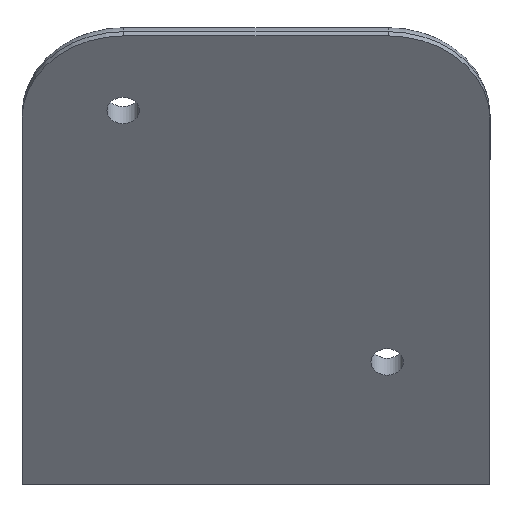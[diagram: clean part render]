
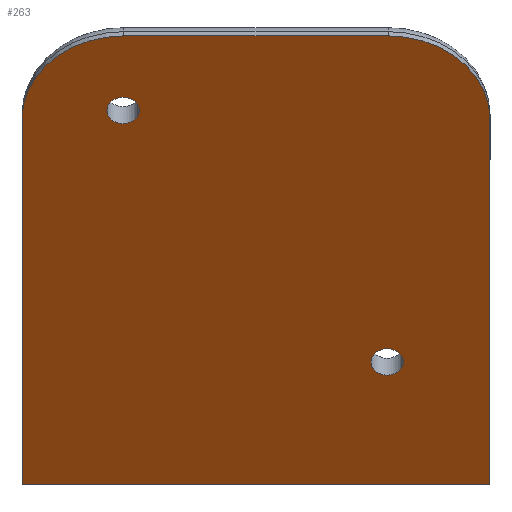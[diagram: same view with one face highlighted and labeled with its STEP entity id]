
A CAD part, isometric view. The second image highlights one B-rep face of the part: STEP entity #263.
In plain terms, the highlighted planar face has unit normal (-0.707, -0.707, 0).
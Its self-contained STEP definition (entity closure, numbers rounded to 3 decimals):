
#17=FACE_BOUND('',#59,.T.);
#18=FACE_BOUND('',#60,.T.);
#24=PLANE('',#308);
#41=FACE_OUTER_BOUND('',#58,.T.);
#58=EDGE_LOOP('',(#234,#235,#236,#237,#238,#239));
#59=EDGE_LOOP('',(#240));
#60=EDGE_LOOP('',(#241));
#73=LINE('',#449,#92);
#76=LINE('',#457,#95);
#78=LINE('',#461,#97);
#79=LINE('',#463,#98);
#92=VECTOR('',#373,10.);
#95=VECTOR('',#382,10.);
#97=VECTOR('',#386,10.);
#98=VECTOR('',#389,10.);
#111=CIRCLE('',#297,1.1);
#112=CIRCLE('',#299,1.1);
#113=CIRCLE('',#301,6.94);
#114=CIRCLE('',#304,6.94);
#129=VERTEX_POINT('',#433);
#130=VERTEX_POINT('',#437);
#131=VERTEX_POINT('',#441);
#132=VERTEX_POINT('',#443);
#133=VERTEX_POINT('',#447);
#134=VERTEX_POINT('',#451);
#135=VERTEX_POINT('',#455);
#136=VERTEX_POINT('',#459);
#157=EDGE_CURVE('',#129,#129,#111,.T.);
#159=EDGE_CURVE('',#130,#130,#112,.T.);
#161=EDGE_CURVE('',#132,#131,#113,.T.);
#164=EDGE_CURVE('',#131,#133,#73,.T.);
#166=EDGE_CURVE('',#133,#134,#114,.T.);
#168=EDGE_CURVE('',#134,#135,#76,.T.);
#170=EDGE_CURVE('',#135,#136,#78,.T.);
#171=EDGE_CURVE('',#136,#132,#79,.T.);
#234=ORIENTED_EDGE('',*,*,#171,.T.);
#235=ORIENTED_EDGE('',*,*,#161,.T.);
#236=ORIENTED_EDGE('',*,*,#164,.T.);
#237=ORIENTED_EDGE('',*,*,#166,.T.);
#238=ORIENTED_EDGE('',*,*,#168,.T.);
#239=ORIENTED_EDGE('',*,*,#170,.T.);
#240=ORIENTED_EDGE('',*,*,#159,.T.);
#241=ORIENTED_EDGE('',*,*,#157,.T.);
#263=ADVANCED_FACE('',(#41,#17,#18),#24,.F.);
#297=AXIS2_PLACEMENT_3D('',#435,#357,#358);
#299=AXIS2_PLACEMENT_3D('',#439,#362,#363);
#301=AXIS2_PLACEMENT_3D('',#444,#367,#368);
#304=AXIS2_PLACEMENT_3D('',#453,#377,#378);
#308=AXIS2_PLACEMENT_3D('',#464,#390,#391);
#357=DIRECTION('center_axis',(0.707,0.707,0.));
#358=DIRECTION('ref_axis',(0.,0.,
1.));
#362=DIRECTION('center_axis',(0.707,0.707,0.));
#363=DIRECTION('ref_axis',(0.,0.,
1.));
#367=DIRECTION('center_axis',(-0.707,-0.707,0.));
#368=DIRECTION('ref_axis',(0.,0.,1.));
#373=DIRECTION('',(-0.707,0.707,0.));
#377=DIRECTION('center_axis',(-0.707,-0.707,0.));
#378=DIRECTION('ref_axis',(-0.707,0.707,0.));
#382=DIRECTION('',(0.,0.,-1.));
#386=DIRECTION('',(0.707,-0.707,0.));
#389=DIRECTION('',(0.,0.,1.));
#390=DIRECTION('center_axis',(0.707,0.707,0.));
#391=DIRECTION('ref_axis',(0.,0.,-1.));
#433=CARTESIAN_POINT('',(13.381,26.217,9.097));
#435=CARTESIAN_POINT('Origin',(13.381,26.217,10.197));
#437=CARTESIAN_POINT('',(26.102,13.496,-11.893));
#439=CARTESIAN_POINT('Origin',(26.102,13.496,-10.793));
#441=CARTESIAN_POINT('',(26.151,13.447,16.417));
#443=CARTESIAN_POINT('',(31.058,8.54,9.477));
#444=CARTESIAN_POINT('Origin',(26.151,13.447,9.477));
#447=CARTESIAN_POINT('',(13.416,26.182,16.417));
#449=CARTESIAN_POINT('',(16.6,22.998,16.417));
#451=CARTESIAN_POINT('',(8.508,31.09,9.477));
#453=CARTESIAN_POINT('Origin',(13.416,26.182,9.477));
#455=CARTESIAN_POINT('',(8.508,31.09,-21.));
#457=CARTESIAN_POINT('',(8.508,31.09,-11.646));
#459=CARTESIAN_POINT('',(31.058,8.54,-21.));
#461=CARTESIAN_POINT('',(25.421,14.177,-21.));
#463=CARTESIAN_POINT('',(31.058,8.54,3.593));
#464=CARTESIAN_POINT('Origin',(19.783,19.815,-2.291));
